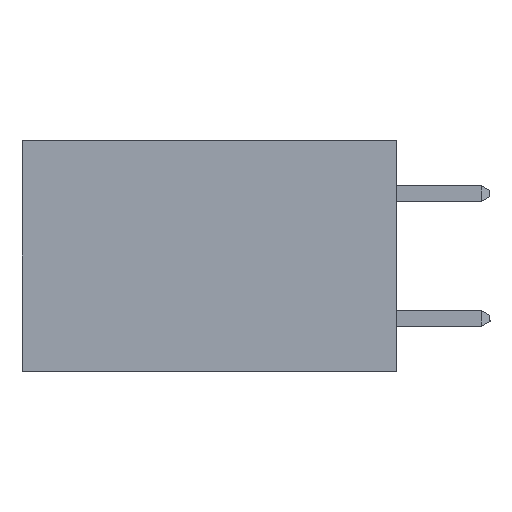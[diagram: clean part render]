
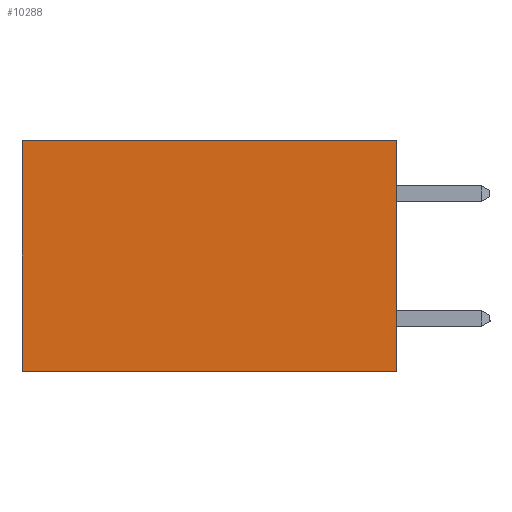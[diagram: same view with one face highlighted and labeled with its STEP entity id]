
A CAD part, left-side view. The second image highlights one B-rep face of the part: STEP entity #10288.
In plain terms, the highlighted planar face has unit normal (-1, 0, 0).
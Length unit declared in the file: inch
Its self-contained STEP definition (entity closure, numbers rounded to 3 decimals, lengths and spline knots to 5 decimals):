
#83 = EDGE_CURVE ( 'NONE', #6998, #291, #1521, .T. ) ;
#155 = VECTOR ( 'NONE', #1485, 39.37008 ) ;
#291 = VERTEX_POINT ( 'NONE', #27757 ) ;
#1394 = VERTEX_POINT ( 'NONE', #6621 ) ;
#1485 = DIRECTION ( 'NONE',  ( 0., 1., 0. ) ) ;
#1521 = LINE ( 'NONE', #9156, #27423 ) ;
#3047 = CARTESIAN_POINT ( 'NONE',  ( 0.298, 0., 0. ) ) ;
#6443 = VERTEX_POINT ( 'NONE', #31132 ) ;
#6621 = CARTESIAN_POINT ( 'NONE',  ( 0.298, 0.6, 0. ) ) ;
#6998 = VERTEX_POINT ( 'NONE', #28139 ) ;
#7057 = LINE ( 'NONE', #3047, #20646 ) ;
#9156 = CARTESIAN_POINT ( 'NONE',  ( 0.298, 0., 0. ) ) ;
#9589 = EDGE_LOOP ( 'NONE', ( #14170, #14425, #18419, #19009 ) ) ;
#9854 = DIRECTION ( 'NONE',  ( 1., 0., 0. ) ) ;
#10028 = EDGE_CURVE ( 'NONE', #291, #6443, #18922, .T. ) ;
#10288 = ADVANCED_FACE ( 'NONE', ( #22038 ), #12090, .F. ) ;
#10598 = EDGE_CURVE ( 'NONE', #1394, #6443, #12045, .T. ) ;
#10750 = DIRECTION ( 'NONE',  ( 0., 1., 0. ) ) ;
#11072 = CARTESIAN_POINT ( 'NONE',  ( 0.298, 0.6, 0. ) ) ;
#11289 = DIRECTION ( 'NONE',  ( 0., 0., -1. ) ) ;
#12045 = LINE ( 'NONE', #11072, #16877 ) ;
#12090 = PLANE ( 'NONE',  #32386 ) ;
#14170 = ORIENTED_EDGE ( 'NONE', *, *, #10598, .T. ) ;
#14425 = ORIENTED_EDGE ( 'NONE', *, *, #10028, .F. ) ;
#14645 = CARTESIAN_POINT ( 'NONE',  ( 0.298, 0., 0. ) ) ;
#16877 = VECTOR ( 'NONE', #26293, 39.37008 ) ;
#18419 = ORIENTED_EDGE ( 'NONE', *, *, #83, .F. ) ;
#18530 = EDGE_CURVE ( 'NONE', #6998, #1394, #7057, .T. ) ;
#18922 = LINE ( 'NONE', #24353, #155 ) ;
#19009 = ORIENTED_EDGE ( 'NONE', *, *, #18530, .T. ) ;
#20460 = DIRECTION ( 'NONE',  ( 0., 0., -1. ) ) ;
#20646 = VECTOR ( 'NONE', #10750, 39.37008 ) ;
#22038 = FACE_OUTER_BOUND ( 'NONE', #9589, .T. ) ;
#24353 = CARTESIAN_POINT ( 'NONE',  ( 0.298, 0., -0.37 ) ) ;
#26293 = DIRECTION ( 'NONE',  ( 0., 0., -1. ) ) ;
#27423 = VECTOR ( 'NONE', #11289, 39.37008 ) ;
#27757 = CARTESIAN_POINT ( 'NONE',  ( 0.298, 0., -0.37 ) ) ;
#28139 = CARTESIAN_POINT ( 'NONE',  ( 0.298, 0., 0. ) ) ;
#31132 = CARTESIAN_POINT ( 'NONE',  ( 0.298, 0.6, -0.37 ) ) ;
#32386 = AXIS2_PLACEMENT_3D ( 'NONE', #14645, #9854, #20460 ) ;
